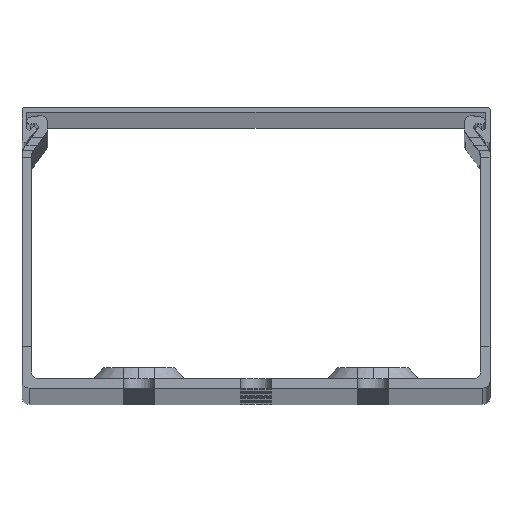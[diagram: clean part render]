
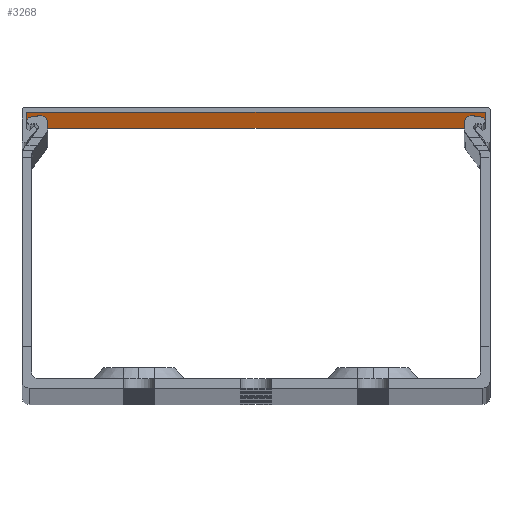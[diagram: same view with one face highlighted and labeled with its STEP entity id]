
A CAD part, top view. The second image highlights one B-rep face of the part: STEP entity #3268.
In plain terms, the highlighted planar face has unit normal (0, -1, 0).
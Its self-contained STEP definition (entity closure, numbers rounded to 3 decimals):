
#1475 = LINE ( 'NONE', #21169, #52375 ) ;
#3268 = ADVANCED_FACE ( 'NONE', ( #11065 ), #47958, .F. ) ;
#4232 = DIRECTION ( 'NONE',  ( 1., 0., 0. ) ) ;
#4978 = VERTEX_POINT ( 'NONE', #52489 ) ;
#4982 = DIRECTION ( 'NONE',  ( 0., 0., -1. ) ) ;
#8510 = LINE ( 'NONE', #50228, #47268 ) ;
#10012 = ORIENTED_EDGE ( 'NONE', *, *, #37917, .F. ) ;
#11065 = FACE_OUTER_BOUND ( 'NONE', #48245, .T. ) ;
#14325 = CARTESIAN_POINT ( 'NONE',  ( 49., 59., 1000. ) ) ;
#14791 = VERTEX_POINT ( 'NONE', #14325 ) ;
#16515 = LINE ( 'NONE', #24349, #29271 ) ;
#17167 = EDGE_CURVE ( 'NONE', #46478, #4978, #8510, .T. ) ;
#20218 = CARTESIAN_POINT ( 'NONE',  ( -49., 59., 1100.352 ) ) ;
#21169 = CARTESIAN_POINT ( 'NONE',  ( 49., 59., 1100.352 ) ) ;
#23124 = CARTESIAN_POINT ( 'NONE',  ( 49., 59., -1000. ) ) ;
#24349 = CARTESIAN_POINT ( 'NONE',  ( -49., 59., 1000. ) ) ;
#27600 = AXIS2_PLACEMENT_3D ( 'NONE', #20218, #43905, #39850 ) ;
#28675 = ORIENTED_EDGE ( 'NONE', *, *, #48894, .T. ) ;
#29173 = CARTESIAN_POINT ( 'NONE',  ( -49., 59., 1000. ) ) ;
#29271 = VECTOR ( 'NONE', #48039, 1000. ) ;
#29903 = EDGE_CURVE ( 'NONE', #4978, #46642, #49217, .T. ) ;
#30045 = DIRECTION ( 'NONE',  ( 0., 0., -1. ) ) ;
#32261 = CARTESIAN_POINT ( 'NONE',  ( -49., 59., -1000. ) ) ;
#36337 = ORIENTED_EDGE ( 'NONE', *, *, #17167, .T. ) ;
#37917 = EDGE_CURVE ( 'NONE', #14791, #46642, #1475, .T. ) ;
#39850 = DIRECTION ( 'NONE',  ( -1., 0., 0. ) ) ;
#43905 = DIRECTION ( 'NONE',  ( 0., 1., 0. ) ) ;
#46478 = VERTEX_POINT ( 'NONE', #29173 ) ;
#46487 = ORIENTED_EDGE ( 'NONE', *, *, #29903, .T. ) ;
#46642 = VERTEX_POINT ( 'NONE', #23124 ) ;
#47268 = VECTOR ( 'NONE', #30045, 1000. ) ;
#47958 = PLANE ( 'NONE',  #27600 ) ;
#48039 = DIRECTION ( 'NONE',  ( -1., 0., 0. ) ) ;
#48245 = EDGE_LOOP ( 'NONE', ( #10012, #28675, #36337, #46487 ) ) ;
#48894 = EDGE_CURVE ( 'NONE', #14791, #46478, #16515, .T. ) ;
#49217 = LINE ( 'NONE', #32261, #51069 ) ;
#50228 = CARTESIAN_POINT ( 'NONE',  ( -49., 59., 1100.352 ) ) ;
#51069 = VECTOR ( 'NONE', #4232, 1000. ) ;
#52375 = VECTOR ( 'NONE', #4982, 1000. ) ;
#52489 = CARTESIAN_POINT ( 'NONE',  ( -49., 59., -1000. ) ) ;
